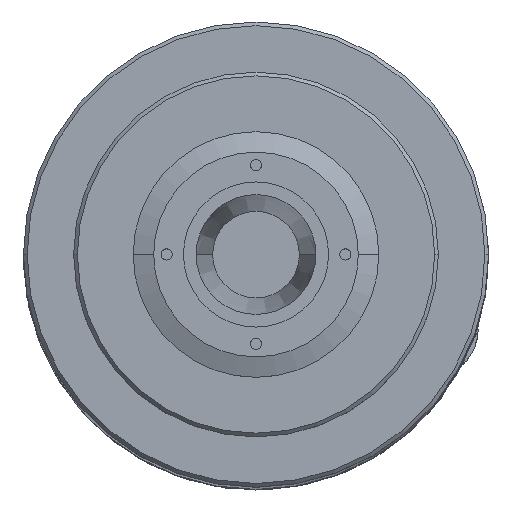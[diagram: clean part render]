
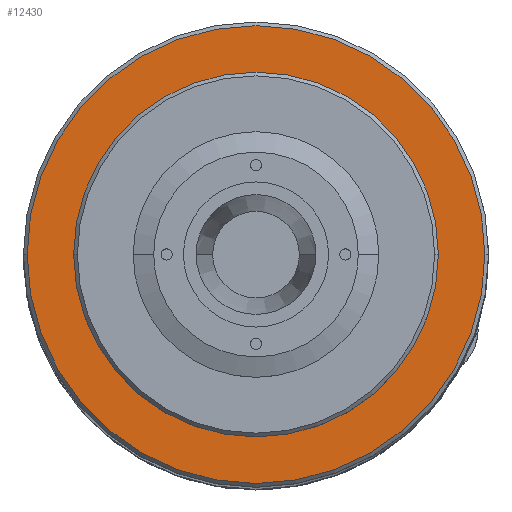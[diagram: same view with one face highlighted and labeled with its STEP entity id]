
A CAD part, top view. The second image highlights one B-rep face of the part: STEP entity #12430.
In plain terms, the highlighted face is planar.
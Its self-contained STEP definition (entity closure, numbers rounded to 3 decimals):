
#463 = CARTESIAN_POINT ( 'NONE',  ( 16., 0., -61.5 ) ) ;
#837 = EDGE_CURVE ( 'NONE', #13638, #5967, #10252, .T. ) ;
#1161 = DIRECTION ( 'NONE',  ( -1., 0., 0. ) ) ;
#1245 = DIRECTION ( 'NONE',  ( 1., 0., 0. ) ) ;
#1292 = DIRECTION ( 'NONE',  ( 0., 0., 1. ) ) ;
#2393 = CARTESIAN_POINT ( 'NONE',  ( 16., 0., 61.5 ) ) ;
#2633 = PLANE ( 'NONE',  #6358 ) ;
#2748 = VERTEX_POINT ( 'NONE', #10651 ) ;
#3015 = CARTESIAN_POINT ( 'NONE',  ( 16., 0., 0. ) ) ;
#4168 = DIRECTION ( 'NONE',  ( 1., 0., 0. ) ) ;
#4438 = CARTESIAN_POINT ( 'NONE',  ( 16., 0., 0. ) ) ;
#4489 = FACE_OUTER_BOUND ( 'NONE', #13677, .T. ) ;
#4792 = ORIENTED_EDGE ( 'NONE', *, *, #9236, .F. ) ;
#4909 = AXIS2_PLACEMENT_3D ( 'NONE', #9965, #1245, #7753 ) ;
#5179 = DIRECTION ( 'NONE',  ( -1., 0., 0. ) ) ;
#5967 = VERTEX_POINT ( 'NONE', #2393 ) ;
#6082 = DIRECTION ( 'NONE',  ( 0., 0., 1. ) ) ;
#6358 = AXIS2_PLACEMENT_3D ( 'NONE', #13330, #7870, #8988 ) ;
#6458 = FACE_BOUND ( 'NONE', #11309, .T. ) ;
#6703 = ORIENTED_EDGE ( 'NONE', *, *, #8515, .F. ) ;
#6897 = AXIS2_PLACEMENT_3D ( 'NONE', #4438, #1161, #1292 ) ;
#7611 = ORIENTED_EDGE ( 'NONE', *, *, #837, .F. ) ;
#7753 = DIRECTION ( 'NONE',  ( 0., 0., -1. ) ) ;
#7870 = DIRECTION ( 'NONE',  ( 1., 0., 0. ) ) ;
#8515 = EDGE_CURVE ( 'NONE', #2748, #9093, #12654, .T. ) ;
#8988 = DIRECTION ( 'NONE',  ( 0., 0., -1. ) ) ;
#9009 = ORIENTED_EDGE ( 'NONE', *, *, #12613, .F. ) ;
#9093 = VERTEX_POINT ( 'NONE', #10172 ) ;
#9236 = EDGE_CURVE ( 'NONE', #5967, #13638, #9439, .T. ) ;
#9329 = CARTESIAN_POINT ( 'NONE',  ( 16., 0., 0. ) ) ;
#9439 = CIRCLE ( 'NONE', #13387, 61.5 ) ;
#9456 = DIRECTION ( 'NONE',  ( 0., 0., -1. ) ) ;
#9965 = CARTESIAN_POINT ( 'NONE',  ( 16., 0., 0. ) ) ;
#10172 = CARTESIAN_POINT ( 'NONE',  ( 16., 0., 49. ) ) ;
#10252 = CIRCLE ( 'NONE', #4909, 61.5 ) ;
#10651 = CARTESIAN_POINT ( 'NONE',  ( 16., 0., -49. ) ) ;
#11309 = EDGE_LOOP ( 'NONE', ( #9009, #6703 ) ) ;
#11856 = CIRCLE ( 'NONE', #6897, 49. ) ;
#12430 = ADVANCED_FACE ( 'NONE', ( #6458, #4489 ), #2633, .F. ) ;
#12613 = EDGE_CURVE ( 'NONE', #9093, #2748, #11856, .T. ) ;
#12654 = CIRCLE ( 'NONE', #13193, 49. ) ;
#13193 = AXIS2_PLACEMENT_3D ( 'NONE', #9329, #5179, #6082 ) ;
#13330 = CARTESIAN_POINT ( 'NONE',  ( 16., 49., 0. ) ) ;
#13387 = AXIS2_PLACEMENT_3D ( 'NONE', #3015, #4168, #9456 ) ;
#13638 = VERTEX_POINT ( 'NONE', #463 ) ;
#13677 = EDGE_LOOP ( 'NONE', ( #7611, #4792 ) ) ;
